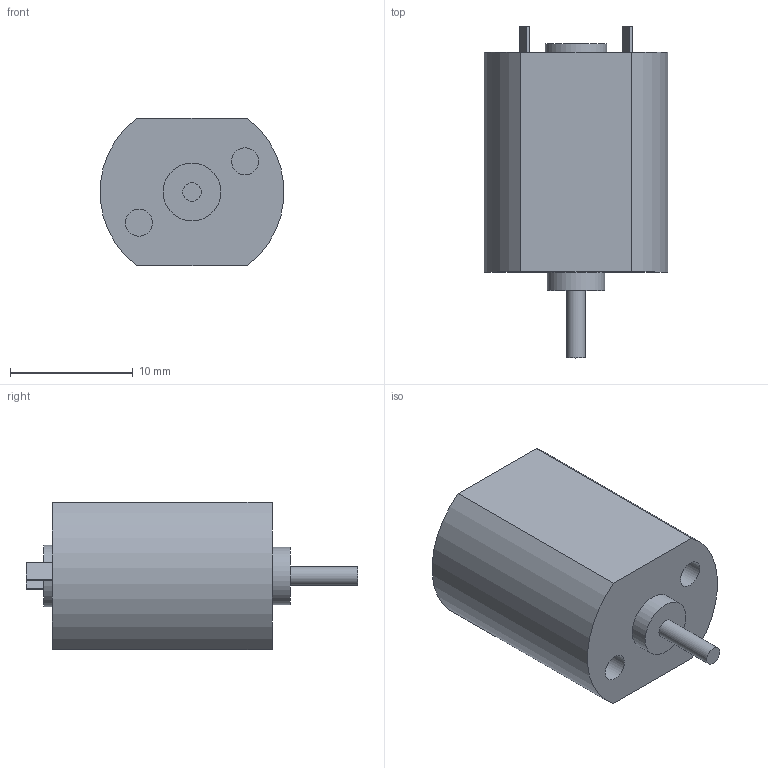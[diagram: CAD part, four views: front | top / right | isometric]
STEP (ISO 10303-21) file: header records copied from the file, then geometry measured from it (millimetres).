
FILE_DESCRIPTION(/* description */ (''),/* implementation_level */ '2;1');
FILE_NAME(/* name */ 'Silnik.stp',/* time_stamp */ '2025-04-26T03:25:43+02:00',/* author */ ('isan'),/* organization */ (''),/* preprocessor_version */ 'ST-DEVELOPER v20.1',/* originating_system */ 'Autodesk Inventor 2026',/* authorisation */ '');
FILE_SCHEMA (('AUTOMOTIVE_DESIGN { 1 0 10303 214 3 1 1 }'));
Length unit declared in the file: millimetre
Products named in the file (1): Silnik
Bounding box: 14.95 x 27.05 x 12 mm (x, y, z)
Volume: 2869 mm3; surface area: 1241.1 mm2
Topology: 1 solids, 1 shells, 26 faces, 51 edges, 34 vertices
Faces by surface type: plane 19, cylinder 7
Full cylindrical faces by diameter (mm): 1.5 x1, 2.2 x2, 4.7 x1, 5 x1
Entity records: 712 total; most frequent: DIRECTION 119, CARTESIAN_POINT 112, ORIENTED_EDGE 102, EDGE_CURVE 51, AXIS2_PLACEMENT_3D 41, LINE 37, VECTOR 37, VERTEX_POINT 34
